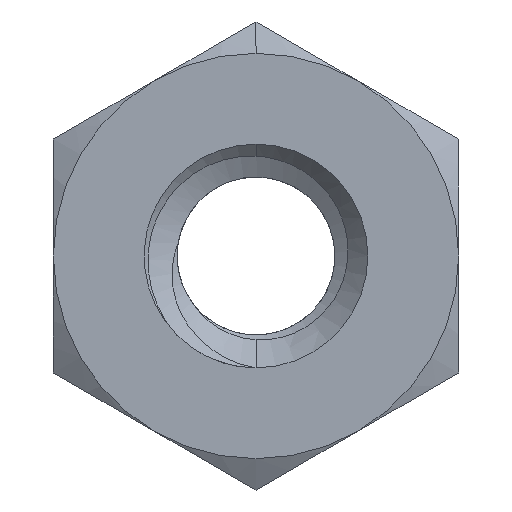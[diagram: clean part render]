
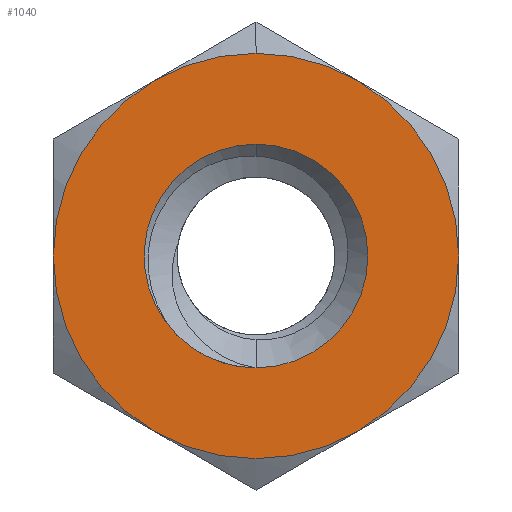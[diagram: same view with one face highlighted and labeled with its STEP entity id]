
A CAD part, front view. The second image highlights one B-rep face of the part: STEP entity #1040.
In plain terms, the highlighted planar face has unit normal (0, -1, 0).
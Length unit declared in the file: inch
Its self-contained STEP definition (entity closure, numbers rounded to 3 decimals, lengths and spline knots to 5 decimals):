
#125 = CARTESIAN_POINT ( 'NONE',  ( 0., -0.04688, -0.069 ) ) ;
#138 = VERTEX_POINT ( 'NONE', #707 ) ;
#150 = VERTEX_POINT ( 'NONE', #481 ) ;
#151 = VERTEX_POINT ( 'NONE', #125 ) ;
#152 = VERTEX_POINT ( 'NONE', #719 ) ;
#169 = CARTESIAN_POINT ( 'NONE',  ( -0.0625, -0.04688, -0.10825 ) ) ;
#171 = CARTESIAN_POINT ( 'NONE',  ( 0.0625, -0.04688, -0.10825 ) ) ;
#175 = CARTESIAN_POINT ( 'NONE',  ( -0.125, -0.04688, 0. ) ) ;
#181 = CARTESIAN_POINT ( 'NONE',  ( 0.0625, -0.04688, 0.10825 ) ) ;
#201 = VERTEX_POINT ( 'NONE', #482 ) ;
#252 = CARTESIAN_POINT ( 'NONE',  ( 0., -0.04688, 0. ) ) ;
#256 = DIRECTION ( 'NONE',  ( 0., 1., 0. ) ) ;
#422 = DIRECTION ( 'NONE',  ( 0., 0., 1. ) ) ;
#481 = CARTESIAN_POINT ( 'NONE',  ( 0., -0.04688, 0.069 ) ) ;
#482 = CARTESIAN_POINT ( 'NONE',  ( -0.04879, -0.04687, -0.04879 ) ) ;
#486 = VERTEX_POINT ( 'NONE', #840 ) ;
#530 = DIRECTION ( 'NONE',  ( 0., 0., 1. ) ) ;
#535 = DIRECTION ( 'NONE',  ( 0., 1., 0. ) ) ;
#537 = CARTESIAN_POINT ( 'NONE',  ( 0., -0.04688, 0. ) ) ;
#561 = VERTEX_POINT ( 'NONE', #181 ) ;
#566 = VERTEX_POINT ( 'NONE', #171 ) ;
#598 = VERTEX_POINT ( 'NONE', #169 ) ;
#707 = CARTESIAN_POINT ( 'NONE',  ( 0.125, -0.04688, 0. ) ) ;
#719 = CARTESIAN_POINT ( 'NONE',  ( 0., -0.04688, 0.125 ) ) ;
#840 = CARTESIAN_POINT ( 'NONE',  ( -0.0625, -0.04688, 0.10825 ) ) ;
#890 = PLANE ( 'NONE',  #1687 ) ;
#899 = CARTESIAN_POINT ( 'NONE',  ( -0.125, -0.04688, -0.07217 ) ) ;
#925 = DIRECTION ( 'NONE',  ( 0., 1., 0. ) ) ;
#946 = VERTEX_POINT ( 'NONE', #175 ) ;
#988 = DIRECTION ( 'NONE',  ( 0., 0., 1. ) ) ;
#1008 = EDGE_CURVE ( 'NONE', #561, #138, #1420, .T. ) ;
#1040 = ADVANCED_FACE ( 'NONE', ( #1130, #1345 ), #890, .F. ) ;
#1073 = ORIENTED_EDGE ( 'NONE', *, *, #1679, .T. ) ;
#1076 = ORIENTED_EDGE ( 'NONE', *, *, #1677, .T. ) ;
#1114 = EDGE_LOOP ( 'NONE', ( #1197, #1076, #1073 ) ) ;
#1130 = FACE_OUTER_BOUND ( 'NONE', #1388, .T. ) ;
#1132 = CIRCLE ( 'NONE', #1728, 0.069 ) ;
#1143 = CIRCLE ( 'NONE', #1725, 0.069 ) ;
#1165 = CIRCLE ( 'NONE', #1730, 0.125 ) ;
#1176 = CIRCLE ( 'NONE', #1736, 0.125 ) ;
#1187 = ORIENTED_EDGE ( 'NONE', *, *, #1686, .T. ) ;
#1188 = ORIENTED_EDGE ( 'NONE', *, *, #1684, .T. ) ;
#1189 = ORIENTED_EDGE ( 'NONE', *, *, #1676, .T. ) ;
#1191 = ORIENTED_EDGE ( 'NONE', *, *, #1008, .F. ) ;
#1193 = ORIENTED_EDGE ( 'NONE', *, *, #1685, .T. ) ;
#1196 = CIRCLE ( 'NONE', #1735, 0.125 ) ;
#1197 = ORIENTED_EDGE ( 'NONE', *, *, #1648, .T. ) ;
#1198 = ORIENTED_EDGE ( 'NONE', *, *, #1683, .T. ) ;
#1199 = CIRCLE ( 'NONE', #1733, 0.125 ) ;
#1250 = CIRCLE ( 'NONE', #1734, 0.125 ) ;
#1314 = CIRCLE ( 'NONE', #1731, 0.069 ) ;
#1316 = CIRCLE ( 'NONE', #1732, 0.125 ) ;
#1345 = FACE_BOUND ( 'NONE', #1114, .T. ) ;
#1370 = ORIENTED_EDGE ( 'NONE', *, *, #1681, .T. ) ;
#1388 = EDGE_LOOP ( 'NONE', ( #1193, #1189, #1188, #1370, #1187, #1198, #1191 ) ) ;
#1420 = CIRCLE ( 'NONE', #1693, 0.125 ) ;
#1454 = DIRECTION ( 'NONE',  ( 0., 0., 1. ) ) ;
#1455 = DIRECTION ( 'NONE',  ( 0., -1., 0. ) ) ;
#1458 = DIRECTION ( 'NONE',  ( 0., 0., 1. ) ) ;
#1459 = DIRECTION ( 'NONE',  ( 0., -1., 0. ) ) ;
#1461 = DIRECTION ( 'NONE',  ( 0., 0., 1. ) ) ;
#1463 = DIRECTION ( 'NONE',  ( 0., -1., 0. ) ) ;
#1527 = DIRECTION ( 'NONE',  ( 0., 1., 0. ) ) ;
#1528 = DIRECTION ( 'NONE',  ( 0., 0., 1. ) ) ;
#1530 = CARTESIAN_POINT ( 'NONE',  ( 0., -0.04688, 0. ) ) ;
#1531 = DIRECTION ( 'NONE',  ( 0., 0., 1. ) ) ;
#1532 = CARTESIAN_POINT ( 'NONE',  ( 0., -0.04688, 0. ) ) ;
#1533 = DIRECTION ( 'NONE',  ( 0., -1., 0. ) ) ;
#1534 = CARTESIAN_POINT ( 'NONE',  ( 0., -0.04688, 0. ) ) ;
#1583 = DIRECTION ( 'NONE',  ( 0., 0., 1. ) ) ;
#1585 = CARTESIAN_POINT ( 'NONE',  ( 0., -0.04688, 0. ) ) ;
#1586 = CARTESIAN_POINT ( 'NONE',  ( 0., -0.04688, 0. ) ) ;
#1587 = CARTESIAN_POINT ( 'NONE',  ( 0., -0.04688, 0. ) ) ;
#1589 = DIRECTION ( 'NONE',  ( 0., -1., 0. ) ) ;
#1590 = DIRECTION ( 'NONE',  ( 0., 0., 1. ) ) ;
#1594 = DIRECTION ( 'NONE',  ( 0., 1., 0. ) ) ;
#1626 = CARTESIAN_POINT ( 'NONE',  ( 0., -0.04688, 0. ) ) ;
#1627 = DIRECTION ( 'NONE',  ( 0., 0., 1. ) ) ;
#1628 = DIRECTION ( 'NONE',  ( 0., -1., 0. ) ) ;
#1629 = CARTESIAN_POINT ( 'NONE',  ( 0., -0.04688, 0. ) ) ;
#1648 = EDGE_CURVE ( 'NONE', #151, #201, #1143, .T. ) ;
#1676 = EDGE_CURVE ( 'NONE', #152, #486, #1165, .T. ) ;
#1677 = EDGE_CURVE ( 'NONE', #201, #150, #1132, .T. ) ;
#1679 = EDGE_CURVE ( 'NONE', #150, #151, #1314, .T. ) ;
#1681 = EDGE_CURVE ( 'NONE', #946, #598, #1199, .T. ) ;
#1683 = EDGE_CURVE ( 'NONE', #566, #138, #1250, .T. ) ;
#1684 = EDGE_CURVE ( 'NONE', #486, #946, #1316, .T. ) ;
#1685 = EDGE_CURVE ( 'NONE', #561, #152, #1196, .T. ) ;
#1686 = EDGE_CURVE ( 'NONE', #598, #566, #1176, .T. ) ;
#1687 = AXIS2_PLACEMENT_3D ( 'NONE', #899, #925, #988 ) ;
#1693 = AXIS2_PLACEMENT_3D ( 'NONE', #252, #256, #422 ) ;
#1725 = AXIS2_PLACEMENT_3D ( 'NONE', #537, #535, #530 ) ;
#1728 = AXIS2_PLACEMENT_3D ( 'NONE', #1532, #1527, #1528 ) ;
#1730 = AXIS2_PLACEMENT_3D ( 'NONE', #1534, #1533, #1531 ) ;
#1731 = AXIS2_PLACEMENT_3D ( 'NONE', #1530, #1594, #1583 ) ;
#1732 = AXIS2_PLACEMENT_3D ( 'NONE', #1585, #1463, #1461 ) ;
#1733 = AXIS2_PLACEMENT_3D ( 'NONE', #1587, #1589, #1590 ) ;
#1734 = AXIS2_PLACEMENT_3D ( 'NONE', #1629, #1628, #1627 ) ;
#1735 = AXIS2_PLACEMENT_3D ( 'NONE', #1586, #1459, #1458 ) ;
#1736 = AXIS2_PLACEMENT_3D ( 'NONE', #1626, #1455, #1454 ) ;
